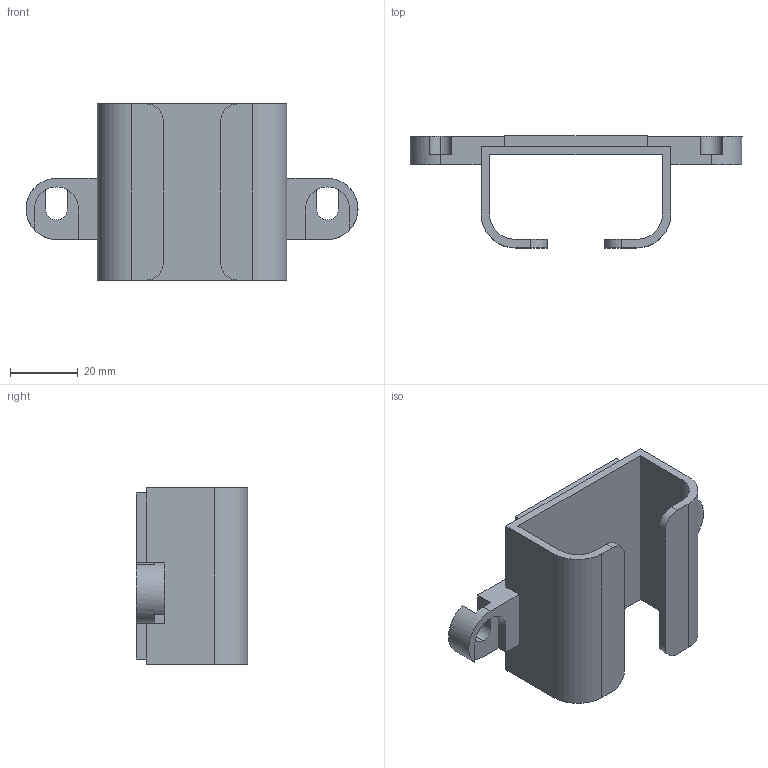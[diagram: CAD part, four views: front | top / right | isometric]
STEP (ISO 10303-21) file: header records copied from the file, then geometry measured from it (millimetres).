
FILE_DESCRIPTION (( 'STEP AP214' ), '1' );
FILE_NAME ('6920035', '2019-02-01T13:40:37', ( '' ), ('JUGARD+KÜNSTNER GmbH'), 'SwSTEP 2.0', 'SolidWorks 2017', '' );
FILE_SCHEMA (( 'AUTOMOTIVE_DESIGN' ));
Length unit declared in the file: millimetre
Products named in the file (1): 6920035_CNAJF00
Bounding box: 98 x 33 x 52 mm (x, y, z)
Volume: 28699.3 mm3; surface area: 17902.1 mm2
Topology: 1 solids, 1 shells, 56 faces, 170 edges, 112 vertices
Faces by surface type: plane 40, cylinder 16
Entity records: 1944 total; most frequent: ORIENTED_EDGE 340, CARTESIAN_POINT 339, DIRECTION 324, EDGE_CURVE 170, LINE 130, VECTOR 130, VERTEX_POINT 112, AXIS2_PLACEMENT_3D 97
